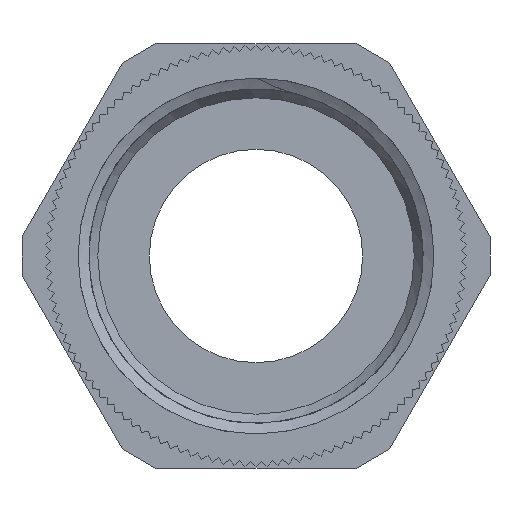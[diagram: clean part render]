
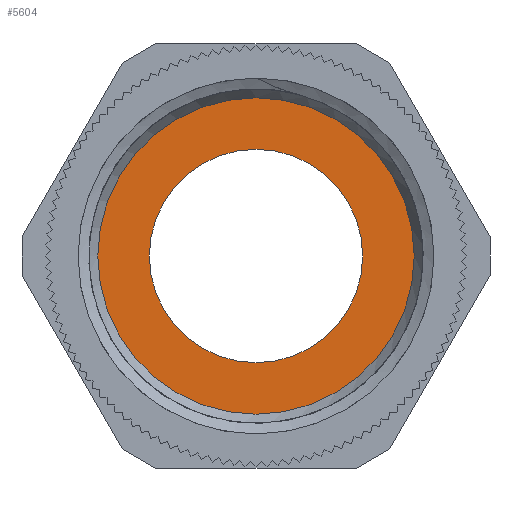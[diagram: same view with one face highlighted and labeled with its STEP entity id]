
A CAD part, left-side view. The second image highlights one B-rep face of the part: STEP entity #5604.
In plain terms, the highlighted planar face has unit normal (-1, 0, 0).
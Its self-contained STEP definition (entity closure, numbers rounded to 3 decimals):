
#17=FACE_BOUND('',#842,.T.);
#30=CIRCLE('',#5887,11.173);
#31=CIRCLE('',#5888,7.535);
#291=PLANE('',#5886);
#566=FACE_OUTER_BOUND('',#841,.T.);
#841=EDGE_LOOP('',(#4809));
#842=EDGE_LOOP('',(#4810));
#2937=VERTEX_POINT('',#10944);
#2938=VERTEX_POINT('',#10946);
#3733=EDGE_CURVE('',#2937,#2937,#30,.T.);
#3734=EDGE_CURVE('',#2938,#2938,#31,.T.);
#4809=ORIENTED_EDGE('',*,*,#3733,.F.);
#4810=ORIENTED_EDGE('',*,*,#3734,.T.);
#5604=ADVANCED_FACE('',(#566,#17),#291,.T.);
#5886=AXIS2_PLACEMENT_3D('',#10943,#7198,#7199);
#5887=AXIS2_PLACEMENT_3D('',#10945,#7200,#7201);
#5888=AXIS2_PLACEMENT_3D('',#10947,#7202,#7203);
#7198=DIRECTION('center_axis',(-1.,0.,0.));
#7199=DIRECTION('ref_axis',(0.,0.,1.));
#7200=DIRECTION('center_axis',(1.,0.,0.));
#7201=DIRECTION('ref_axis',(0.,0.,-1.));
#7202=DIRECTION('center_axis',(1.,0.,0.));
#7203=DIRECTION('ref_axis',(0.,0.,-1.));
#10943=CARTESIAN_POINT('Origin',(-11.14,11.81,0.));
#10944=CARTESIAN_POINT('',(-11.14,11.173,0.));
#10945=CARTESIAN_POINT('Origin',(-11.14,0.,0.));
#10946=CARTESIAN_POINT('',(-11.14,7.535,0.));
#10947=CARTESIAN_POINT('Origin',(-11.14,0.,0.));
